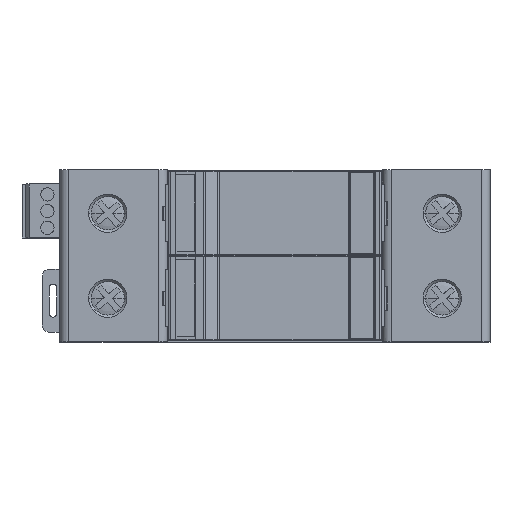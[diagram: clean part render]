
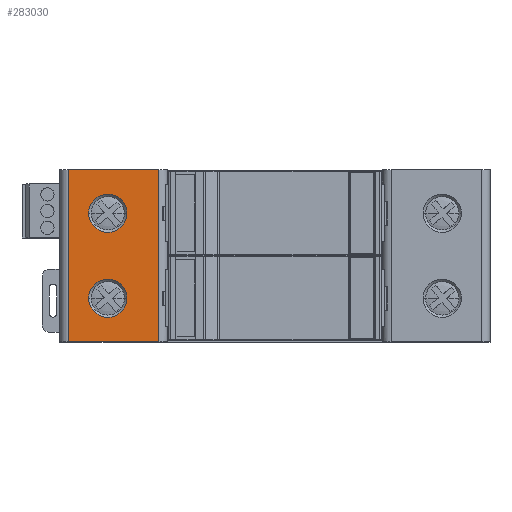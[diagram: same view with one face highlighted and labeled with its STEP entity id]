
A CAD part, top view. The second image highlights one B-rep face of the part: STEP entity #283030.
In plain terms, the highlighted planar face has unit normal (0, 0, 1).
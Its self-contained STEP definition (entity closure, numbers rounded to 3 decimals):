
#268540=CARTESIAN_POINT('',(-56.19,-111.575,
45.496));
#268550=VERTEX_POINT('',#268540);
#268710=CARTESIAN_POINT('',(-56.19,-75.575,
45.496));
#268720=VERTEX_POINT('',#268710);
#268750=CARTESIAN_POINT('',(-56.19,-110.575,
45.496));
#268760=DIRECTION('',(0.,-1.,0.));
#268770=VECTOR('',#268760,1.);
#268780=LINE('',#268750,#268770);
#268790=EDGE_CURVE('',#268720,#268550,#268780,.T.);
#282430=CARTESIAN_POINT('',(-52.272,-93.926,
45.496));
#282440=DIRECTION('',(0.,0.,1.));
#282450=DIRECTION('',(1.,0.,0.));
#282460=AXIS2_PLACEMENT_3D('',#282430,#282440,#282450);
#282470=PLANE('',#282460);
#282480=CARTESIAN_POINT('',(-47.99,-102.475,
45.496));
#282490=DIRECTION('',(0.,0.,-1.));
#282500=DIRECTION('',(-1.,0.,0.));
#282510=AXIS2_PLACEMENT_3D('',#282480,#282490,#282500);
#282520=CIRCLE('',#282510,4.);
#282530=CARTESIAN_POINT('',(-43.99,-102.475,
45.496));
#282540=VERTEX_POINT('',#282530);
#282550=CARTESIAN_POINT('',(-51.99,-102.475,
45.496));
#282560=VERTEX_POINT('',#282550);
#282570=EDGE_CURVE('',#282540,#282560,#282520,.T.);
#282580=ORIENTED_EDGE('',*,*,#282570,.T.);
#282590=EDGE_CURVE('',#282560,#282540,#282520,.T.);
#282600=ORIENTED_EDGE('',*,*,#282590,.T.);
#282610=EDGE_LOOP('',(#282600,#282580));
#282620=FACE_BOUND('',#282610,.T.);
#282630=CARTESIAN_POINT('',(-47.99,-84.675,
45.496));
#282640=DIRECTION('',(0.,0.,-1.));
#282650=DIRECTION('',(0.,-1.,0.));
#282660=AXIS2_PLACEMENT_3D('',#282630,#282640,#282650);
#282670=CIRCLE('',#282660,4.);
#282680=CARTESIAN_POINT('',(-51.99,-84.675,
45.496));
#282690=VERTEX_POINT('',#282680);
#282700=CARTESIAN_POINT('',(-43.99,-84.675,
45.496));
#282710=VERTEX_POINT('',#282700);
#282720=EDGE_CURVE('',#282690,#282710,#282670,.T.);
#282730=ORIENTED_EDGE('',*,*,#282720,.T.);
#282740=EDGE_CURVE('',#282710,#282690,#282670,.T.);
#282750=ORIENTED_EDGE('',*,*,#282740,.T.);
#282760=EDGE_LOOP('',(#282750,#282730));
#282770=FACE_BOUND('',#282760,.T.);
#282780=CARTESIAN_POINT('',(0.,-111.575,
45.496));
#282790=DIRECTION('',(-1.,0.,0.));
#282800=VECTOR('',#282790,1.);
#282810=LINE('',#282780,#282800);
#282820=CARTESIAN_POINT('',(-37.29,-111.575,
45.496));
#282830=VERTEX_POINT('',#282820);
#282840=EDGE_CURVE('',#282830,#268550,#282810,.T.);
#282850=ORIENTED_EDGE('',*,*,#282840,.F.);
#282860=ORIENTED_EDGE('',*,*,#268790,.T.);
#282870=CARTESIAN_POINT('',(0.,-75.575,
45.496));
#282880=DIRECTION('',(-1.,0.,0.));
#282890=VECTOR('',#282880,1.);
#282900=LINE('',#282870,#282890);
#282910=CARTESIAN_POINT('',(-37.29,-75.575,
45.496));
#282920=VERTEX_POINT('',#282910);
#282930=EDGE_CURVE('',#282920,#268720,#282900,.T.);
#282940=ORIENTED_EDGE('',*,*,#282930,.T.);
#282950=CARTESIAN_POINT('',(-37.29,-75.95,
45.496));
#282960=DIRECTION('',(0.,-1.,0.));
#282970=VECTOR('',#282960,1.);
#282980=LINE('',#282950,#282970);
#282990=EDGE_CURVE('',#282920,#282830,#282980,.T.);
#283000=ORIENTED_EDGE('',*,*,#282990,.F.);
#283010=EDGE_LOOP('',(#283000,#282940,#282860,#282850));
#283020=FACE_OUTER_BOUND('',#283010,.T.);
#283030=ADVANCED_FACE('',(#282620,#282770,#283020),#282470,.T.);
